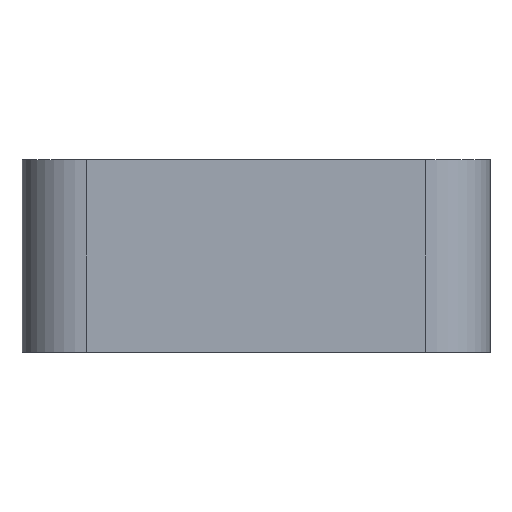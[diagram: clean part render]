
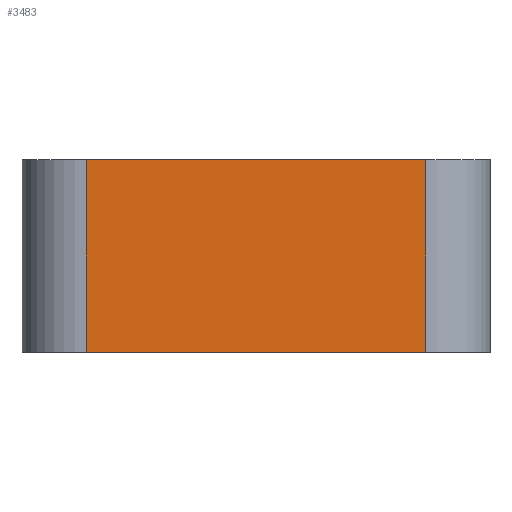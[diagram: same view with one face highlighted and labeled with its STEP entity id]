
A CAD part, left-side view. The second image highlights one B-rep face of the part: STEP entity #3483.
In plain terms, the highlighted planar face has unit normal (-1, 0, 0).
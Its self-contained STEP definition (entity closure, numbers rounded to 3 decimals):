
#84=LINE('',#4564,#328);
#106=LINE('',#4799,#350);
#122=LINE('',#4833,#366);
#123=LINE('',#4835,#367);
#328=VECTOR('',#3785,1000.);
#350=VECTOR('',#3821,1000.);
#366=VECTOR('',#3855,1000.);
#367=VECTOR('',#3858,1000.);
#714=ORIENTED_EDGE('',*,*,#1381,.F.);
#715=ORIENTED_EDGE('',*,*,#1446,.F.);
#716=ORIENTED_EDGE('',*,*,#1428,.T.);
#717=ORIENTED_EDGE('',*,*,#1447,.T.);
#1381=EDGE_CURVE('',#1756,#1757,#84,.T.);
#1428=EDGE_CURVE('',#1804,#1803,#106,.T.);
#1446=EDGE_CURVE('',#1804,#1756,#122,.T.);
#1447=EDGE_CURVE('',#1803,#1757,#123,.T.);
#1756=VERTEX_POINT('',#4563);
#1757=VERTEX_POINT('',#4565);
#1803=VERTEX_POINT('',#4798);
#1804=VERTEX_POINT('',#4800);
#2065=EDGE_LOOP('',(#714,#715,#716,#717));
#2222=FACE_BOUND('',#2065,.T.);
#2366=PLANE('',#3641);
#3483=ADVANCED_FACE('',(#2222),#2366,.T.);
#3641=AXIS2_PLACEMENT_3D('',#4834,#3856,#3857);
#3785=DIRECTION('',(0.,-1.,0.));
#3821=DIRECTION('',(0.,-1.,0.));
#3855=DIRECTION('',(0.,0.,1.));
#3856=DIRECTION('',(-1.,0.,0.));
#3857=DIRECTION('',(0.,0.,1.));
#3858=DIRECTION('',(0.,0.,1.));
#4563=CARTESIAN_POINT('',(-3.4,2.65,0.));
#4564=CARTESIAN_POINT('',(-3.4,2.65,0.));
#4565=CARTESIAN_POINT('',(-3.4,-2.65,0.));
#4798=CARTESIAN_POINT('',(-3.4,-2.65,-3.));
#4799=CARTESIAN_POINT('',(-3.4,2.65,-3.));
#4800=CARTESIAN_POINT('',(-3.4,2.65,-3.));
#4833=CARTESIAN_POINT('',(-3.4,2.65,-3.));
#4834=CARTESIAN_POINT('',(-3.4,2.65,-3.));
#4835=CARTESIAN_POINT('',(-3.4,-2.65,-3.));
